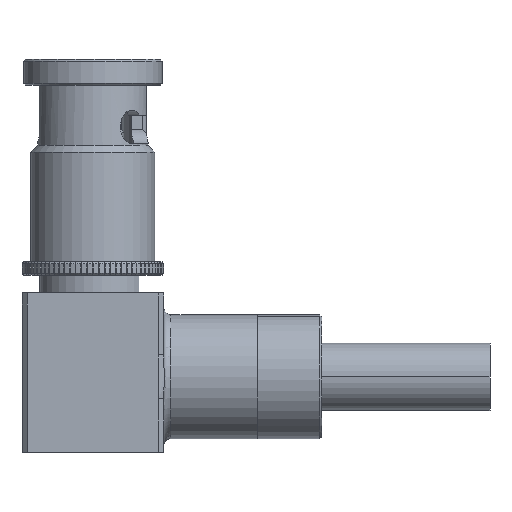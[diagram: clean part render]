
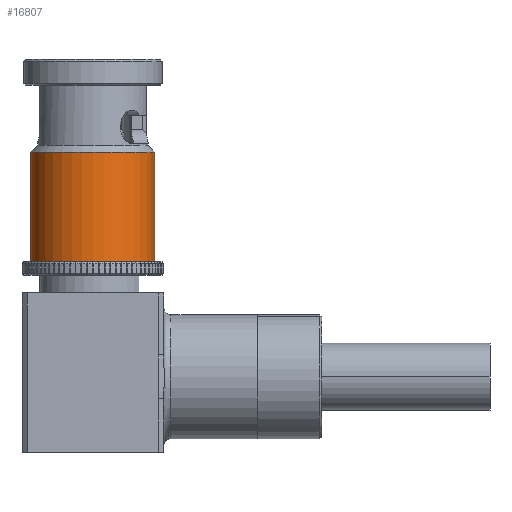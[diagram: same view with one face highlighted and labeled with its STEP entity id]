
A CAD part, left-side view. The second image highlights one B-rep face of the part: STEP entity #16807.
In plain terms, the highlighted cylindrical face has radius 3.5 mm (diameter 7 mm), a partial arc.
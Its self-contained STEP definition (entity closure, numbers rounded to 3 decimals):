
#491 = CARTESIAN_POINT ( 'NONE',  ( -41.34, 12.298, 8.966 ) ) ;
#829 = DIRECTION ( 'NONE',  ( 0., 0., -1. ) ) ;
#1668 = AXIS2_PLACEMENT_3D ( 'NONE', #3644, #8884, #11602 ) ;
#1838 = ORIENTED_EDGE ( 'NONE', *, *, #11474, .F. ) ;
#1974 = VECTOR ( 'NONE', #6304, 1000. ) ;
#1995 = VECTOR ( 'NONE', #5715, 1000. ) ;
#2209 = CIRCLE ( 'NONE', #1668, 3.5 ) ;
#2434 = CARTESIAN_POINT ( 'NONE',  ( -41.34, 15.798, 8.966 ) ) ;
#3064 = LINE ( 'NONE', #491, #1995 ) ;
#3078 = CYLINDRICAL_SURFACE ( 'NONE', #5462, 3.5 ) ;
#3644 = CARTESIAN_POINT ( 'NONE',  ( -41.34, 15.798, 15.161 ) ) ;
#4142 = EDGE_LOOP ( 'NONE', ( #1838, #6948, #15324, #7422 ) ) ;
#4167 = CARTESIAN_POINT ( 'NONE',  ( -41.34, 19.298, 15.161 ) ) ;
#4361 = FACE_OUTER_BOUND ( 'NONE', #4142, .T. ) ;
#5462 = AXIS2_PLACEMENT_3D ( 'NONE', #7015, #13945, #14102 ) ;
#5715 = DIRECTION ( 'NONE',  ( 0., 0., -1. ) ) ;
#6304 = DIRECTION ( 'NONE',  ( 0., 0., -1. ) ) ;
#6697 = CARTESIAN_POINT ( 'NONE',  ( -41.34, 12.298, 15.161 ) ) ;
#6801 = VERTEX_POINT ( 'NONE', #4167 ) ;
#6948 = ORIENTED_EDGE ( 'NONE', *, *, #7630, .T. ) ;
#7015 = CARTESIAN_POINT ( 'NONE',  ( -41.34, 15.798, 8.966 ) ) ;
#7422 = ORIENTED_EDGE ( 'NONE', *, *, #10521, .F. ) ;
#7630 = EDGE_CURVE ( 'NONE', #15123, #6801, #2209, .T. ) ;
#8884 = DIRECTION ( 'NONE',  ( 0., 0., -1. ) ) ;
#9019 = VERTEX_POINT ( 'NONE', #12372 ) ;
#9796 = CARTESIAN_POINT ( 'NONE',  ( -41.34, 12.298, 8.966 ) ) ;
#10227 = EDGE_CURVE ( 'NONE', #6801, #9019, #15463, .T. ) ;
#10521 = EDGE_CURVE ( 'NONE', #12237, #9019, #15105, .T. ) ;
#11474 = EDGE_CURVE ( 'NONE', #15123, #12237, #3064, .T. ) ;
#11602 = DIRECTION ( 'NONE',  ( 0., 1., 0. ) ) ;
#12237 = VERTEX_POINT ( 'NONE', #9796 ) ;
#12372 = CARTESIAN_POINT ( 'NONE',  ( -41.34, 19.298, 8.966 ) ) ;
#13945 = DIRECTION ( 'NONE',  ( 0., 0., -1. ) ) ;
#14102 = DIRECTION ( 'NONE',  ( 0., 1., 0. ) ) ;
#15105 = CIRCLE ( 'NONE', #15638, 3.5 ) ;
#15123 = VERTEX_POINT ( 'NONE', #6697 ) ;
#15324 = ORIENTED_EDGE ( 'NONE', *, *, #10227, .T. ) ;
#15454 = DIRECTION ( 'NONE',  ( 0., 1., 0. ) ) ;
#15463 = LINE ( 'NONE', #16586, #1974 ) ;
#15638 = AXIS2_PLACEMENT_3D ( 'NONE', #2434, #829, #15454 ) ;
#16586 = CARTESIAN_POINT ( 'NONE',  ( -41.34, 19.298, 8.966 ) ) ;
#16807 = ADVANCED_FACE ( 'NONE', ( #4361 ), #3078, .T. ) ;
